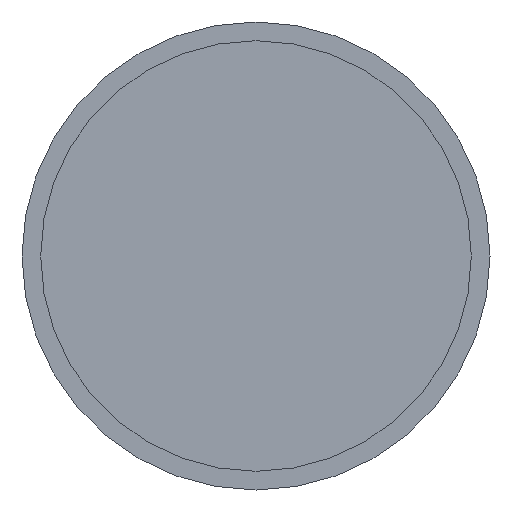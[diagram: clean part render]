
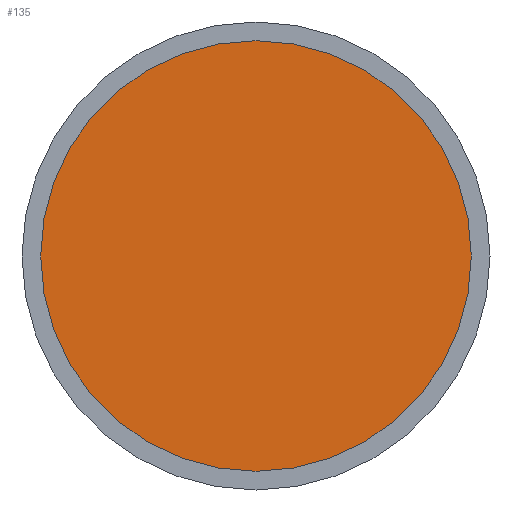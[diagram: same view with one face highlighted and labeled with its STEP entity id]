
A CAD part, front view. The second image highlights one B-rep face of the part: STEP entity #135.
In plain terms, the highlighted planar face has unit normal (0, -1, 0).
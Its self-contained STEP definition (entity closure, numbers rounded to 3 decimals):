
#29 = ORIENTED_EDGE ( 'NONE', *, *, #124, .T. ) ;
#30 = ORIENTED_EDGE ( 'NONE', *, *, #31, .T. ) ;
#31 = EDGE_CURVE ( 'NONE', #122, #125, #323, .T. ) ;
#122 = VERTEX_POINT ( 'NONE', #486 ) ;
#124 = EDGE_CURVE ( 'NONE', #125, #122, #407, .T. ) ;
#125 = VERTEX_POINT ( 'NONE', #481 ) ;
#126 = EDGE_LOOP ( 'NONE', ( #29, #30 ) ) ;
#135 = ADVANCED_FACE ( 'NONE', ( #366 ), #372, .F. ) ;
#323 = CIRCLE ( 'NONE', #336, 23. ) ;
#333 = DIRECTION ( 'NONE',  ( 0., 0., -1. ) ) ;
#334 = DIRECTION ( 'NONE',  ( 0., -1., 0. ) ) ;
#335 = CARTESIAN_POINT ( 'NONE',  ( 0., 0., 0. ) ) ;
#336 = AXIS2_PLACEMENT_3D ( 'NONE', #335, #334, #333 ) ;
#366 = FACE_OUTER_BOUND ( 'NONE', #126, .T. ) ;
#370 = DIRECTION ( 'NONE',  ( 0., -1., 0. ) ) ;
#371 = DIRECTION ( 'NONE',  ( 0., 0., -1. ) ) ;
#372 = PLANE ( 'NONE',  #406 ) ;
#373 = CARTESIAN_POINT ( 'NONE',  ( 0., 0., 0. ) ) ;
#405 = CARTESIAN_POINT ( 'NONE',  ( 0., 0., 0. ) ) ;
#406 = AXIS2_PLACEMENT_3D ( 'NONE', #405, #489, #488 ) ;
#407 = CIRCLE ( 'NONE', #410, 23. ) ;
#410 = AXIS2_PLACEMENT_3D ( 'NONE', #373, #370, #371 ) ;
#481 = CARTESIAN_POINT ( 'NONE',  ( 0., 0., -23. ) ) ;
#486 = CARTESIAN_POINT ( 'NONE',  ( 0., 0., 23. ) ) ;
#488 = DIRECTION ( 'NONE',  ( 0., 0., 1. ) ) ;
#489 = DIRECTION ( 'NONE',  ( 0., 1., 0. ) ) ;
